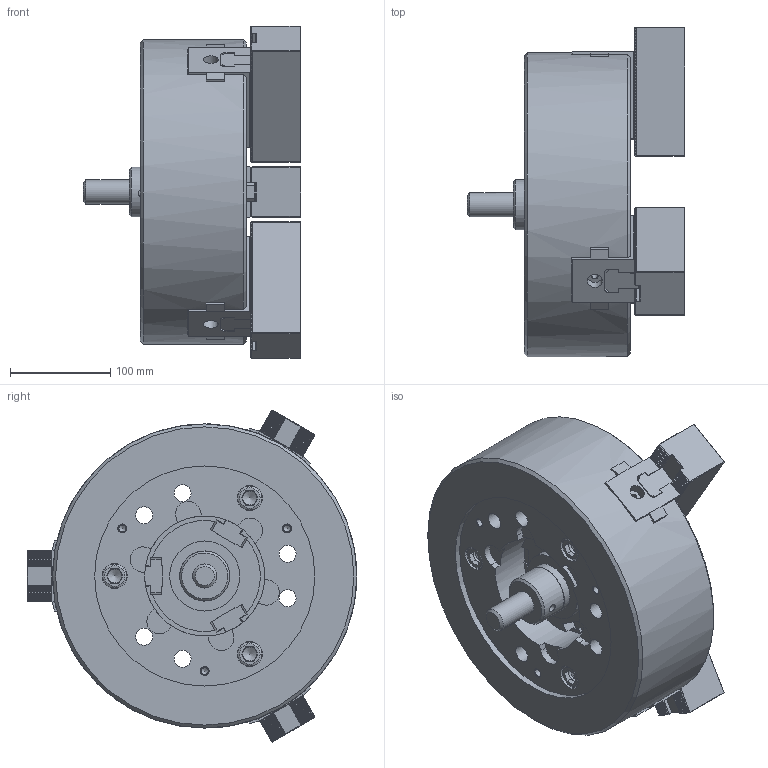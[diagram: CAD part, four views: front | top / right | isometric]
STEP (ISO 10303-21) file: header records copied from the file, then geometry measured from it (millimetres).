
FILE_DESCRIPTION(/* description */ ('Unknown'),/* implementation_level */ '2;1');
FILE_NAME(/* name */ 'NL12_ASSY SOLID',/* time_stamp */ '2018-02-01T17:15:55+00:00',/* author */ ('Unknown'),/* organization */ ('Unknown'),/* preprocessor_version */ 'ST-DEVELOPER v16.7',/* originating_system */ 'DEX',/* authorisation */ $);
FILE_SCHEMA (('AUTOMOTIVE_DESIGN {1 0 10303 214 3 1 1}'));
Products named in the file (1): Part2
Bounding box: 217.2 x 329.45 x 331.75 mm (x, y, z)
Volume: 7734161.2 mm3; surface area: 640928.8 mm2
Topology: 1 solids, 17 shells, 3572 faces, 10406 edges, 6838 vertices
Faces by surface type: plane 3275, cylinder 184, cone 110, torus 3
Full cylindrical faces by diameter (mm): 4.2 x3, 5 x13, 5.5 x3, 6 x4, 6.8 x3, 8 x4, 8.5 x3, 9.5 x3, 14 x15, 15 x9, 16 x6, 17 x9, 21 x6, 22 x6, 24 x6, 25 x9, 30 x1, 36 x1, 39 x1, 50 x3, 51 x1, 70 x1, 120 x1, 220 x1, 304 x1
Entity records: 125381 total; most frequent: CARTESIAN_POINT 23309, ORIENTED_EDGE 20202, DIRECTION 17852, EDGE_CURVE 10101, VERTEX_POINT 9559, LINE 9474, VECTOR 9474, FACE_BOUND 6692
